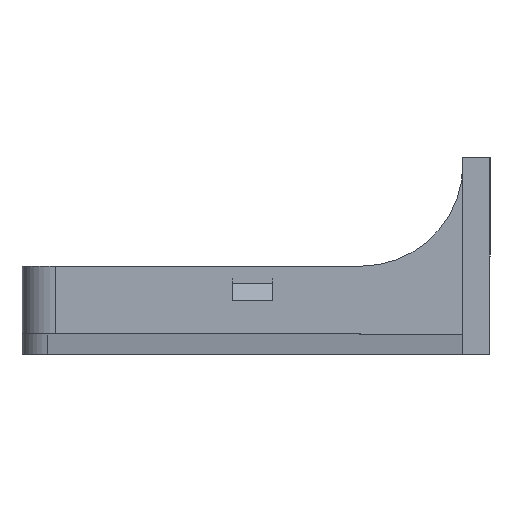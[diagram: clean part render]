
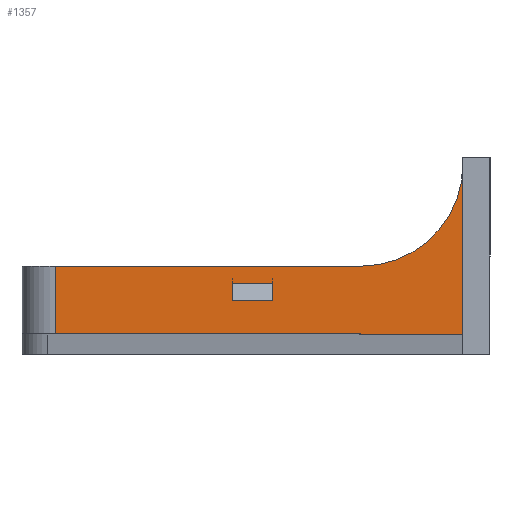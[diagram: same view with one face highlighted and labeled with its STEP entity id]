
A CAD part, left-side view. The second image highlights one B-rep face of the part: STEP entity #1357.
In plain terms, the highlighted planar face has unit normal (-1, 0, 0).
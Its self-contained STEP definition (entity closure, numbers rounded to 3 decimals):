
#27=FACE_BOUND('',#162,.T.);
#49=PLANE('',#1450);
#92=FACE_OUTER_BOUND('',#161,.T.);
#161=EDGE_LOOP('',(#954,#955,#956,#957,#958,#959,#960,#961,#962));
#162=EDGE_LOOP('',(#963,#964,#965,#966));
#262=LINE('',#2013,#408);
#263=LINE('',#2016,#409);
#264=LINE('',#2018,#410);
#265=LINE('',#2020,#411);
#266=LINE('',#2022,#412);
#267=LINE('',#2024,#413);
#268=LINE('',#2026,#414);
#269=LINE('',#2029,#415);
#270=LINE('',#2032,#416);
#271=LINE('',#2034,#417);
#272=LINE('',#2036,#418);
#273=LINE('',#2037,#419);
#408=VECTOR('',#1608,10.);
#409=VECTOR('',#1611,10.);
#410=VECTOR('',#1612,10.);
#411=VECTOR('',#1613,10.);
#412=VECTOR('',#1614,10.);
#413=VECTOR('',#1615,10.);
#414=VECTOR('',#1616,10.);
#415=VECTOR('',#1619,10.);
#416=VECTOR('',#1620,10.);
#417=VECTOR('',#1621,10.);
#418=VECTOR('',#1622,10.);
#419=VECTOR('',#1623,10.);
#546=CIRCLE('',#1451,15.);
#610=VERTEX_POINT('',#2006);
#613=VERTEX_POINT('',#2011);
#614=VERTEX_POINT('',#2015);
#615=VERTEX_POINT('',#2017);
#616=VERTEX_POINT('',#2019);
#617=VERTEX_POINT('',#2021);
#618=VERTEX_POINT('',#2023);
#619=VERTEX_POINT('',#2025);
#620=VERTEX_POINT('',#2027);
#621=VERTEX_POINT('',#2030);
#622=VERTEX_POINT('',#2031);
#623=VERTEX_POINT('',#2033);
#624=VERTEX_POINT('',#2035);
#749=EDGE_CURVE('',#613,#610,#262,.T.);
#750=EDGE_CURVE('',#614,#613,#263,.T.);
#751=EDGE_CURVE('',#615,#614,#264,.T.);
#752=EDGE_CURVE('',#616,#615,#265,.T.);
#753=EDGE_CURVE('',#617,#616,#266,.T.);
#754=EDGE_CURVE('',#618,#617,#267,.T.);
#755=EDGE_CURVE('',#619,#618,#268,.T.);
#756=EDGE_CURVE('',#619,#620,#546,.F.);
#757=EDGE_CURVE('',#610,#620,#269,.T.);
#758=EDGE_CURVE('',#621,#622,#270,.T.);
#759=EDGE_CURVE('',#622,#623,#271,.T.);
#760=EDGE_CURVE('',#623,#624,#272,.T.);
#761=EDGE_CURVE('',#624,#621,#273,.T.);
#954=ORIENTED_EDGE('',*,*,#749,.F.);
#955=ORIENTED_EDGE('',*,*,#750,.F.);
#956=ORIENTED_EDGE('',*,*,#751,.F.);
#957=ORIENTED_EDGE('',*,*,#752,.F.);
#958=ORIENTED_EDGE('',*,*,#753,.F.);
#959=ORIENTED_EDGE('',*,*,#754,.F.);
#960=ORIENTED_EDGE('',*,*,#755,.F.);
#961=ORIENTED_EDGE('',*,*,#756,.T.);
#962=ORIENTED_EDGE('',*,*,#757,.F.);
#963=ORIENTED_EDGE('',*,*,#758,.T.);
#964=ORIENTED_EDGE('',*,*,#759,.T.);
#965=ORIENTED_EDGE('',*,*,#760,.T.);
#966=ORIENTED_EDGE('',*,*,#761,.T.);
#1357=ADVANCED_FACE('',(#92,#27),#49,.T.);
#1450=AXIS2_PLACEMENT_3D('',#2014,#1609,#1610);
#1451=AXIS2_PLACEMENT_3D('',#2028,#1617,#1618);
#1608=DIRECTION('',(0.,1.,0.));
#1609=DIRECTION('center_axis',(-1.,0.,0.));
#1610=DIRECTION('ref_axis',(0.,-1.,0.));
#1611=DIRECTION('',(0.,0.,-1.));
#1612=DIRECTION('',(0.,-1.,0.));
#1613=DIRECTION('',(0.,0.,-1.));
#1614=DIRECTION('',(0.,-1.,0.));
#1615=DIRECTION('',(0.,0.,1.));
#1616=DIRECTION('',(0.,-1.,0.));
#1617=DIRECTION('center_axis',(-1.,0.,0.));
#1618=DIRECTION('ref_axis',(0.,-0.707,0.707));
#1619=DIRECTION('',(0.,0.,1.));
#1620=DIRECTION('',(0.,1.,0.));
#1621=DIRECTION('',(0.,0.,1.));
#1622=DIRECTION('',(0.,-1.,0.));
#1623=DIRECTION('',(0.,0.,-1.));
#2006=CARTESIAN_POINT('',(38.,-16.5,-60.));
#2011=CARTESIAN_POINT('',(38.,-26.5,-60.));
#2013=CARTESIAN_POINT('',(38.,-16.5,-60.));
#2014=CARTESIAN_POINT('Origin',(38.,-5.,0.));
#2015=CARTESIAN_POINT('',(38.,-26.5,0.));
#2016=CARTESIAN_POINT('',(38.,-26.5,-32.5));
#2017=CARTESIAN_POINT('',(38.,-23.5,0.));
#2018=CARTESIAN_POINT('',(38.,-20.75,0.));
#2019=CARTESIAN_POINT('',(38.,-23.5,4.));
#2020=CARTESIAN_POINT('',(38.,-23.5,0.));
#2021=CARTESIAN_POINT('',(38.,-7.,4.));
#2022=CARTESIAN_POINT('',(38.,-5.,4.));
#2023=CARTESIAN_POINT('',(38.,-7.,0.));
#2024=CARTESIAN_POINT('',(38.,-7.,0.));
#2025=CARTESIAN_POINT('',(38.,-1.5,0.));
#2026=CARTESIAN_POINT('',(38.,-20.75,0.));
#2027=CARTESIAN_POINT('',(38.,-16.5,-15.));
#2028=CARTESIAN_POINT('Origin',(38.,-1.5,-15.));
#2029=CARTESIAN_POINT('',(38.,-16.5,-65.));
#2030=CARTESIAN_POINT('',(38.,-21.5,-34.));
#2031=CARTESIAN_POINT('',(38.,-19.,-34.));
#2032=CARTESIAN_POINT('',(38.,-12.,-34.));
#2033=CARTESIAN_POINT('',(38.,-19.,-28.));
#2034=CARTESIAN_POINT('',(38.,-19.,-20.));
#2035=CARTESIAN_POINT('',(38.,-21.5,-28.));
#2036=CARTESIAN_POINT('',(38.,-12.,-28.));
#2037=CARTESIAN_POINT('',(38.,-21.5,-20.));
